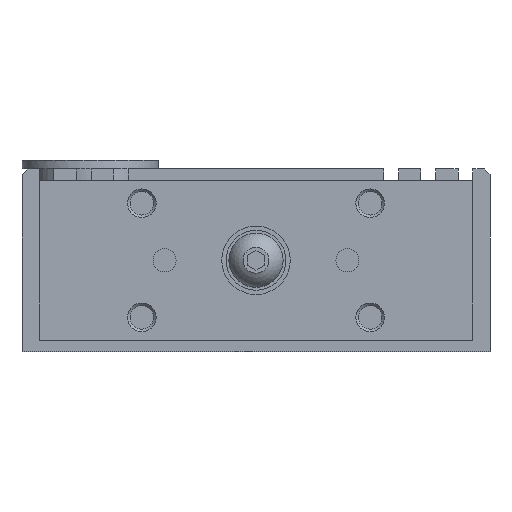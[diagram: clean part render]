
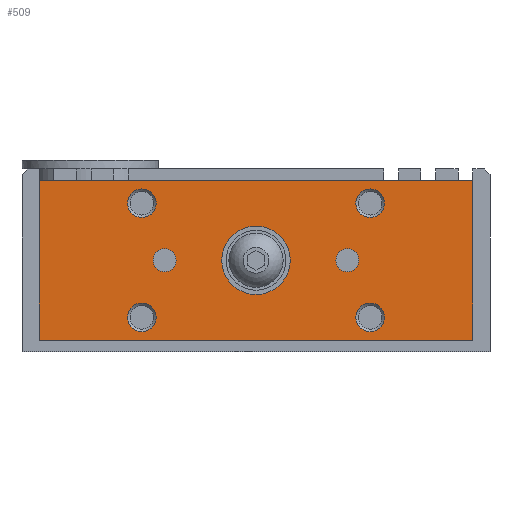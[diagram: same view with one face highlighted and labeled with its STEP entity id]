
A CAD part, left-side view. The second image highlights one B-rep face of the part: STEP entity #509.
In plain terms, the highlighted planar face has unit normal (-1, 0, 0).
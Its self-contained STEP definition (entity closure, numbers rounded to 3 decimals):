
#509 = ADVANCED_FACE( '', ( #1172, #1173, #1174, #1175, #1176, #1177, #1178, #1179 ), #1180, .F. );
#1172 = FACE_BOUND( '', #1946, .T. );
#1173 = FACE_BOUND( '', #1947, .T. );
#1174 = FACE_BOUND( '', #1948, .T. );
#1175 = FACE_BOUND( '', #1949, .T. );
#1176 = FACE_BOUND( '', #1950, .T. );
#1177 = FACE_BOUND( '', #1951, .T. );
#1178 = FACE_BOUND( '', #1952, .T. );
#1179 = FACE_OUTER_BOUND( '', #1953, .T. );
#1180 = PLANE( '', #1954 );
#1946 = EDGE_LOOP( '', ( #3306 ) );
#1947 = EDGE_LOOP( '', ( #3307 ) );
#1948 = EDGE_LOOP( '', ( #3308 ) );
#1949 = EDGE_LOOP( '', ( #3309 ) );
#1950 = EDGE_LOOP( '', ( #3310 ) );
#1951 = EDGE_LOOP( '', ( #3311 ) );
#1952 = EDGE_LOOP( '', ( #3312 ) );
#1953 = EDGE_LOOP( '', ( #3313, #3314, #3315, #3316 ) );
#1954 = AXIS2_PLACEMENT_3D( '', #3317, #3318, #3319 );
#3306 = ORIENTED_EDGE( '', *, *, #4344, .F. );
#3307 = ORIENTED_EDGE( '', *, *, #3952, .T. );
#3308 = ORIENTED_EDGE( '', *, *, #4345, .T. );
#3309 = ORIENTED_EDGE( '', *, *, #4342, .F. );
#3310 = ORIENTED_EDGE( '', *, *, #4155, .F. );
#3311 = ORIENTED_EDGE( '', *, *, #4090, .T. );
#3312 = ORIENTED_EDGE( '', *, *, #4018, .T. );
#3313 = ORIENTED_EDGE( '', *, *, #4340, .F. );
#3314 = ORIENTED_EDGE( '', *, *, #4346, .F. );
#3315 = ORIENTED_EDGE( '', *, *, #4162, .F. );
#3316 = ORIENTED_EDGE( '', *, *, #4250, .F. );
#3317 = CARTESIAN_POINT( '', ( -61., 38., 30. ) );
#3318 = DIRECTION( '', ( 1., 0., 0. ) );
#3319 = DIRECTION( '', ( 0., 0., 1. ) );
#3952 = EDGE_CURVE( '', #4639, #4639, #4640, .T. );
#4018 = EDGE_CURVE( '', #4752, #4752, #4753, .T. );
#4090 = EDGE_CURVE( '', #4863, #4863, #4864, .T. );
#4155 = EDGE_CURVE( '', #4970, #4970, #4971, .T. );
#4162 = EDGE_CURVE( '', #4980, #4982, #4983, .T. );
#4250 = EDGE_CURVE( '', #5104, #4980, #5106, .T. );
#4340 = EDGE_CURVE( '', #5223, #5104, #5225, .T. );
#4342 = EDGE_CURVE( '', #5227, #5227, #5228, .T. );
#4344 = EDGE_CURVE( '', #5230, #5230, #5231, .T. );
#4345 = EDGE_CURVE( '', #5232, #5232, #5233, .T. );
#4346 = EDGE_CURVE( '', #4982, #5223, #5234, .T. );
#4639 = VERTEX_POINT( '', #5609 );
#4640 = CIRCLE( '', #5610, 2.01 );
#4752 = VERTEX_POINT( '', #5754 );
#4753 = CIRCLE( '', #5755, 6. );
#4863 = VERTEX_POINT( '', #5910 );
#4864 = CIRCLE( '', #5911, 2.5 );
#4970 = VERTEX_POINT( '', #6051 );
#4971 = CIRCLE( '', #6052, 2.5 );
#4980 = VERTEX_POINT( '', #6063 );
#4982 = VERTEX_POINT( '', #6066 );
#4983 = LINE( '', #6067, #6068 );
#5104 = VERTEX_POINT( '', #6389 );
#5106 = LINE( '', #6392, #6393 );
#5223 = VERTEX_POINT( '', #6542 );
#5225 = LINE( '', #6545, #6546 );
#5227 = VERTEX_POINT( '', #6548 );
#5228 = CIRCLE( '', #6549, 2.5 );
#5230 = VERTEX_POINT( '', #6551 );
#5231 = CIRCLE( '', #6552, 2.01 );
#5232 = VERTEX_POINT( '', #6553 );
#5233 = CIRCLE( '', #6554, 2.5 );
#5234 = LINE( '', #6555, #6556 );
#5609 = CARTESIAN_POINT( '', ( -61., -13.99, 16. ) );
#5610 = AXIS2_PLACEMENT_3D( '', #6811, #6812, #6813 );
#5754 = CARTESIAN_POINT( '', ( -61., 6., 16. ) );
#5755 = AXIS2_PLACEMENT_3D( '', #6917, #6918, #6919 );
#5910 = CARTESIAN_POINT( '', ( -61., -17.5, 26. ) );
#5911 = AXIS2_PLACEMENT_3D( '', #7003, #7004, #7005 );
#6051 = CARTESIAN_POINT( '', ( -61., 17.5, 26. ) );
#6052 = AXIS2_PLACEMENT_3D( '', #7097, #7098, #7099 );
#6063 = CARTESIAN_POINT( '', ( -61., -38., 30. ) );
#6066 = CARTESIAN_POINT( '', ( -61., -38., 2. ) );
#6067 = CARTESIAN_POINT( '', ( -61., -38., 30. ) );
#6068 = VECTOR( '', #7106, 1000. );
#6389 = CARTESIAN_POINT( '', ( -61., 38., 30. ) );
#6392 = CARTESIAN_POINT( '', ( -61., 38., 30. ) );
#6393 = VECTOR( '', #7205, 1000. );
#6542 = CARTESIAN_POINT( '', ( -61., 38., 2. ) );
#6545 = CARTESIAN_POINT( '', ( -61., 38., 2. ) );
#6546 = VECTOR( '', #7311, 1000. );
#6548 = CARTESIAN_POINT( '', ( -61., -17.5, 6. ) );
#6549 = AXIS2_PLACEMENT_3D( '', #7312, #7313, #7314 );
#6551 = CARTESIAN_POINT( '', ( -61., 13.99, 16. ) );
#6552 = AXIS2_PLACEMENT_3D( '', #7315, #7316, #7317 );
#6553 = CARTESIAN_POINT( '', ( -61., 17.5, 6. ) );
#6554 = AXIS2_PLACEMENT_3D( '', #7318, #7319, #7320 );
#6555 = CARTESIAN_POINT( '', ( -61., -38., 2. ) );
#6556 = VECTOR( '', #7321, 1000. );
#6811 = CARTESIAN_POINT( '', ( -61., -16., 16. ) );
#6812 = DIRECTION( '', ( 1., 0., 0. ) );
#6813 = DIRECTION( '', ( 0., 1., 0. ) );
#6917 = CARTESIAN_POINT( '', ( -61., 0., 16. ) );
#6918 = DIRECTION( '', ( 1., 0., 0. ) );
#6919 = DIRECTION( '', ( 0., 1., 0. ) );
#7003 = CARTESIAN_POINT( '', ( -61., -20., 26. ) );
#7004 = DIRECTION( '', ( 1., 0., 0. ) );
#7005 = DIRECTION( '', ( 0., 1., 0. ) );
#7097 = CARTESIAN_POINT( '', ( -61., 20., 26. ) );
#7098 = DIRECTION( '', ( -1., 0., 0. ) );
#7099 = DIRECTION( '', ( 0., -1., 0. ) );
#7106 = DIRECTION( '', ( 0., 0., -1. ) );
#7205 = DIRECTION( '', ( 0., -1., 0. ) );
#7311 = DIRECTION( '', ( 0., 0., 1. ) );
#7312 = CARTESIAN_POINT( '', ( -61., -20., 6. ) );
#7313 = DIRECTION( '', ( -1., 0., 0. ) );
#7314 = DIRECTION( '', ( 0., 1., 0. ) );
#7315 = CARTESIAN_POINT( '', ( -61., 16., 16. ) );
#7316 = DIRECTION( '', ( -1., 0., 0. ) );
#7317 = DIRECTION( '', ( 0., -1., 0. ) );
#7318 = CARTESIAN_POINT( '', ( -61., 20., 6. ) );
#7319 = DIRECTION( '', ( 1., 0., 0. ) );
#7320 = DIRECTION( '', ( 0., -1., 0. ) );
#7321 = DIRECTION( '', ( 0., 1., 0. ) );
